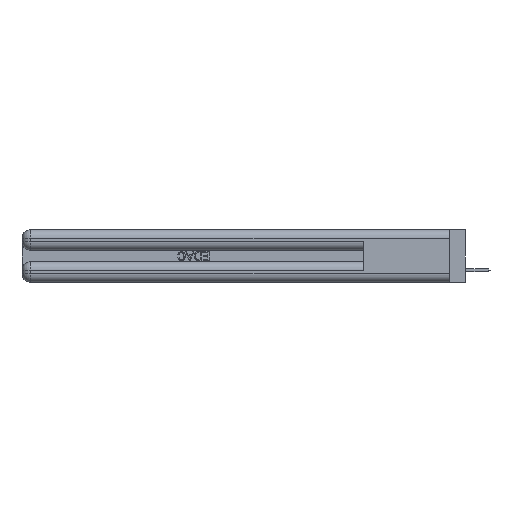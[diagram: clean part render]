
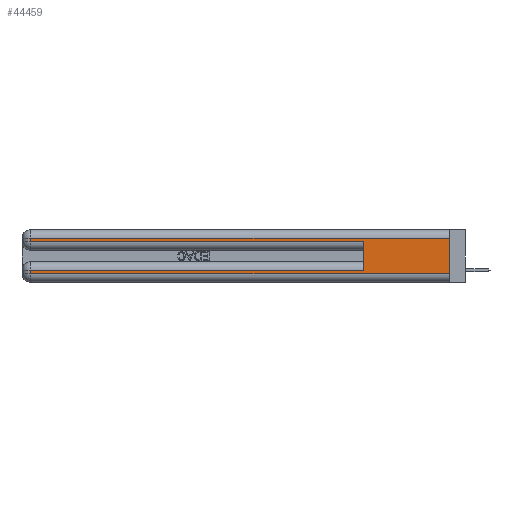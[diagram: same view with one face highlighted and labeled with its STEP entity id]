
A CAD part, left-side view. The second image highlights one B-rep face of the part: STEP entity #44459.
In plain terms, the highlighted planar face has unit normal (-1, 0, 0).
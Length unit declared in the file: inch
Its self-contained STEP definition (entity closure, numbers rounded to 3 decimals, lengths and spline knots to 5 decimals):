
#323 = LINE ( 'NONE', #29165, #33066 ) ;
#372 = PLANE ( 'NONE',  #16662 ) ;
#1090 = CARTESIAN_POINT ( 'NONE',  ( 0., 0., 0.37 ) ) ;
#2107 = CARTESIAN_POINT ( 'NONE',  ( 0., 0., 0.31 ) ) ;
#2905 = CARTESIAN_POINT ( 'NONE',  ( 0., 0.6, 0.145 ) ) ;
#4815 = VECTOR ( 'NONE', #13713, 39.37008 ) ;
#5693 = DIRECTION ( 'NONE',  ( 0., 0., -1. ) ) ;
#6552 = VECTOR ( 'NONE', #35864, 39.37008 ) ;
#7119 = DIRECTION ( 'NONE',  ( 0., 0., 1. ) ) ;
#9873 = EDGE_CURVE ( 'NONE', #48636, #30582, #323, .T. ) ;
#10490 = VECTOR ( 'NONE', #7119, 39.37008 ) ;
#11545 = ORIENTED_EDGE ( 'NONE', *, *, #36437, .F. ) ;
#12282 = LINE ( 'NONE', #28857, #33588 ) ;
#12808 = CARTESIAN_POINT ( 'NONE',  ( 0., 0., 0.085 ) ) ;
#13056 = DIRECTION ( 'NONE',  ( 0., 0., -1. ) ) ;
#13713 = DIRECTION ( 'NONE',  ( 0., 1., 0. ) ) ;
#14617 = FACE_OUTER_BOUND ( 'NONE', #30292, .T. ) ;
#14787 = EDGE_CURVE ( 'NONE', #28731, #40814, #20139, .T. ) ;
#15158 = DIRECTION ( 'NONE',  ( 0., -1., 0. ) ) ;
#16312 = CARTESIAN_POINT ( 'NONE',  ( 0., 0.6, 0.285 ) ) ;
#16662 = AXIS2_PLACEMENT_3D ( 'NONE', #20827, #47505, #47684 ) ;
#16721 = LINE ( 'NONE', #26464, #49480 ) ;
#17382 = EDGE_CURVE ( 'NONE', #28731, #45932, #33348, .T. ) ;
#18174 = DIRECTION ( 'NONE',  ( 0., -1., 0. ) ) ;
#18413 = ORIENTED_EDGE ( 'NONE', *, *, #49948, .T. ) ;
#18586 = ORIENTED_EDGE ( 'NONE', *, *, #9873, .T. ) ;
#19680 = ORIENTED_EDGE ( 'NONE', *, *, #42731, .T. ) ;
#20139 = LINE ( 'NONE', #1090, #46228 ) ;
#20827 = CARTESIAN_POINT ( 'NONE',  ( 0., 0., 0.37 ) ) ;
#22363 = VERTEX_POINT ( 'NONE', #25137 ) ;
#24254 = CARTESIAN_POINT ( 'NONE',  ( 0., 2.94, 0.06 ) ) ;
#25137 = CARTESIAN_POINT ( 'NONE',  ( 0., 0.6, 0.085 ) ) ;
#26464 = CARTESIAN_POINT ( 'NONE',  ( 0., 0., 0.06 ) ) ;
#27071 = LINE ( 'NONE', #12808, #6552 ) ;
#27377 = LINE ( 'NONE', #2905, #10490 ) ;
#27804 = ORIENTED_EDGE ( 'NONE', *, *, #17382, .T. ) ;
#28623 = VERTEX_POINT ( 'NONE', #35726 ) ;
#28731 = VERTEX_POINT ( 'NONE', #2107 ) ;
#28857 = CARTESIAN_POINT ( 'NONE',  ( 0., 2.94, 0.37 ) ) ;
#29165 = CARTESIAN_POINT ( 'NONE',  ( 0., 2.94, 0.37 ) ) ;
#30292 = EDGE_LOOP ( 'NONE', ( #38869, #27804, #19680, #18413, #11545, #37140, #18586, #32839 ) ) ;
#30457 = EDGE_CURVE ( 'NONE', #30582, #40814, #16721, .T. ) ;
#30582 = VERTEX_POINT ( 'NONE', #24254 ) ;
#31636 = VERTEX_POINT ( 'NONE', #16312 ) ;
#32009 = LINE ( 'NONE', #37353, #47106 ) ;
#32839 = ORIENTED_EDGE ( 'NONE', *, *, #30457, .T. ) ;
#33066 = VECTOR ( 'NONE', #13056, 39.37008 ) ;
#33348 = LINE ( 'NONE', #33552, #4815 ) ;
#33552 = CARTESIAN_POINT ( 'NONE',  ( 0., 0., 0.31 ) ) ;
#33588 = VECTOR ( 'NONE', #5693, 39.37008 ) ;
#35726 = CARTESIAN_POINT ( 'NONE',  ( 0., 2.94, 0.285 ) ) ;
#35864 = DIRECTION ( 'NONE',  ( 0., 1., 0. ) ) ;
#36437 = EDGE_CURVE ( 'NONE', #22363, #31636, #27377, .T. ) ;
#37140 = ORIENTED_EDGE ( 'NONE', *, *, #45149, .T. ) ;
#37353 = CARTESIAN_POINT ( 'NONE',  ( 0., 0., 0.285 ) ) ;
#37354 = CARTESIAN_POINT ( 'NONE',  ( 0., 0., 0.06 ) ) ;
#38869 = ORIENTED_EDGE ( 'NONE', *, *, #14787, .F. ) ;
#39661 = DIRECTION ( 'NONE',  ( 0., 0., -1. ) ) ;
#40814 = VERTEX_POINT ( 'NONE', #37354 ) ;
#42731 = EDGE_CURVE ( 'NONE', #45932, #28623, #12282, .T. ) ;
#43794 = CARTESIAN_POINT ( 'NONE',  ( 0., 2.94, 0.085 ) ) ;
#44459 = ADVANCED_FACE ( 'NONE', ( #14617 ), #372, .F. ) ;
#45149 = EDGE_CURVE ( 'NONE', #22363, #48636, #27071, .T. ) ;
#45303 = CARTESIAN_POINT ( 'NONE',  ( 0., 2.94, 0.31 ) ) ;
#45932 = VERTEX_POINT ( 'NONE', #45303 ) ;
#46228 = VECTOR ( 'NONE', #39661, 39.37008 ) ;
#47106 = VECTOR ( 'NONE', #18174, 39.37008 ) ;
#47505 = DIRECTION ( 'NONE',  ( 1., 0., 0. ) ) ;
#47684 = DIRECTION ( 'NONE',  ( 0., 0., -1. ) ) ;
#48636 = VERTEX_POINT ( 'NONE', #43794 ) ;
#49480 = VECTOR ( 'NONE', #15158, 39.37008 ) ;
#49948 = EDGE_CURVE ( 'NONE', #28623, #31636, #32009, .T. ) ;
